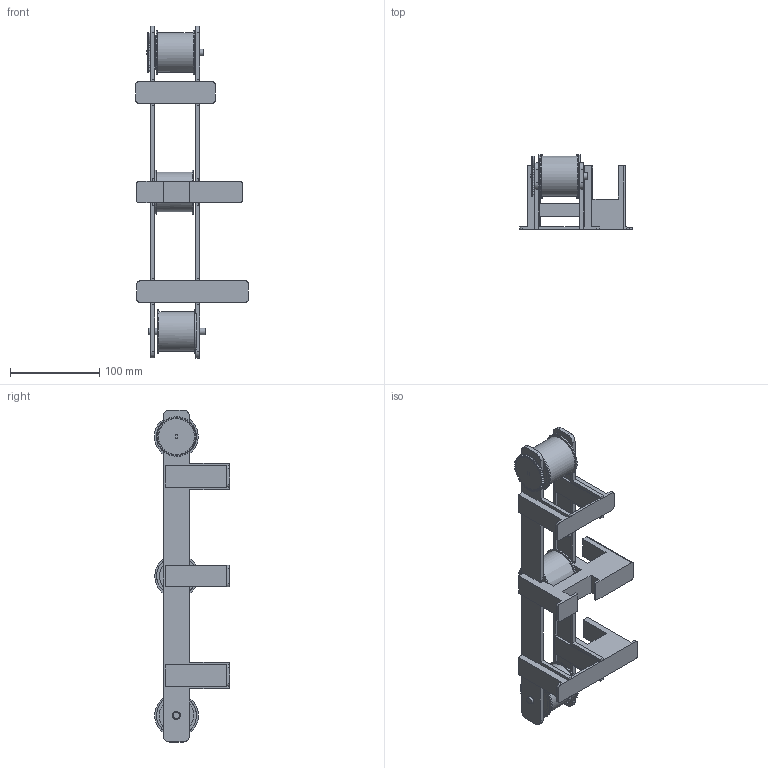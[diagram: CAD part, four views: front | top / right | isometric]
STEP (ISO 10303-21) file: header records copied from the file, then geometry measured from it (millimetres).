
FILE_DESCRIPTION(('FreeCAD Model'),'2;1');
FILE_NAME('Open CASCADE Shape Model','2025-05-02T19:13:40',('FreeCAD'),( 'FreeCAD'),'Open CASCADE STEP processor 7.6','FreeCAD','Unknown');
FILE_SCHEMA(('AUTOMOTIVE_DESIGN { 1 0 10303 214 1 1 1 1 }'));
Length unit declared in the file: millimetre
Products named in the file (1): Open CASCADE STEP translator 7.6 1
Bounding box: 126.61 x 84.24 x 372.39 mm (x, y, z)
Volume: 358498 mm3; surface area: 204156.9 mm2
Topology: 15 solids, 15 shells, 553 faces, 1521 edges, 1014 vertices
Faces by surface type: bspline 553
Entity records: 16639 total; most frequent: CARTESIAN_POINT 7553, ORIENTED_EDGE 3042, EDGE_CURVE 1521, B_SPLINE_CURVE_WITH_KNOTS 1271, VERTEX_POINT 1014, FACE_BOUND 601, EDGE_LOOP 601, ADVANCED_FACE 553
